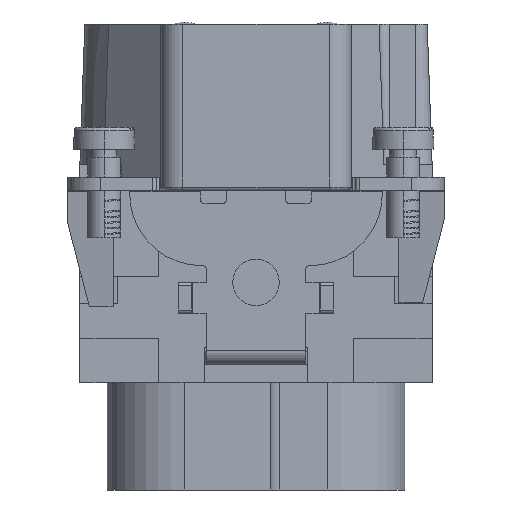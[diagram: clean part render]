
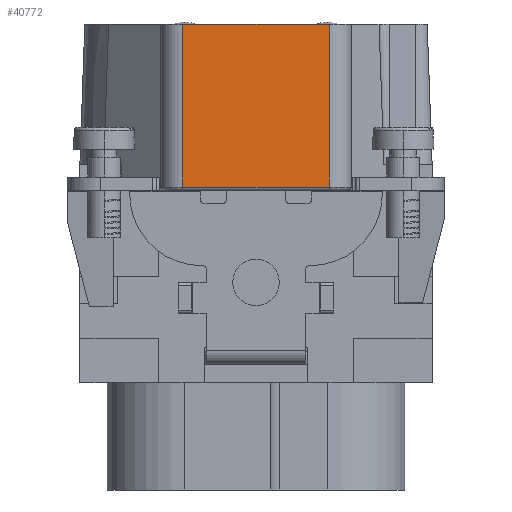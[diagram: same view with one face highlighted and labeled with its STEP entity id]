
A CAD part, left-side view. The second image highlights one B-rep face of the part: STEP entity #40772.
In plain terms, the highlighted planar face has unit normal (-1, 0, 0).
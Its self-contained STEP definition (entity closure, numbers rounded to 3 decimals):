
#124=DIRECTION('',(0.,-1.,0.));
#125=VECTOR('',#124,13.2);
#126=CARTESIAN_POINT('',(-40.9,6.6,12.7));
#127=LINE('',#126,#125);
#10723=DIRECTION('',(0.,1.,0.));
#10724=VECTOR('',#10723,13.2);
#10725=CARTESIAN_POINT('',(-40.9,-6.6,-2.));
#10726=LINE('',#10725,#10724);
#10727=DIRECTION('',(0.,0.,1.));
#10728=VECTOR('',#10727,14.7);
#10729=CARTESIAN_POINT('',(-40.9,6.6,-2.));
#10730=LINE('',#10729,#10728);
#10731=DIRECTION('',(0.,0.,-1.));
#10732=VECTOR('',#10731,14.7);
#10733=CARTESIAN_POINT('',(-40.9,-6.6,12.7));
#10734=LINE('',#10733,#10732);
#22366=CARTESIAN_POINT('',(-40.9,6.6,12.7));
#22368=VERTEX_POINT('',#22366);
#22369=CARTESIAN_POINT('',(-40.9,-6.6,12.7));
#22370=VERTEX_POINT('',#22369);
#24162=CARTESIAN_POINT('',(-40.9,6.6,-2.));
#24164=VERTEX_POINT('',#24162);
#24168=CARTESIAN_POINT('',(-40.9,-6.6,-2.));
#24169=VERTEX_POINT('',#24168);
#40760=CARTESIAN_POINT('',(-40.9,6.6,0.));
#40761=DIRECTION('',(-1.,0.,0.));
#40762=DIRECTION('',(0.,-1.,0.));
#40763=AXIS2_PLACEMENT_3D('',#40760,#40761,#40762);
#40764=PLANE('',#40763);
#40765=ORIENTED_EDGE('',*,*,#40753,.T.);
#40766=ORIENTED_EDGE('',*,*,#40715,.T.);
#40767=ORIENTED_EDGE('',*,*,#28548,.T.);
#40769=ORIENTED_EDGE('',*,*,#40768,.T.);
#40770=EDGE_LOOP('',(#40765,#40766,#40767,#40769));
#40771=FACE_OUTER_BOUND('',#40770,.F.);
#40772=ADVANCED_FACE('',(#40771),#40764,.T.);
#28548=EDGE_CURVE('',#22368,#22370,#127,.T.);
#40715=EDGE_CURVE('',#24164,#22368,#10730,.T.);
#40753=EDGE_CURVE('',#24169,#24164,#10726,.T.);
#40768=EDGE_CURVE('',#22370,#24169,#10734,.T.);
